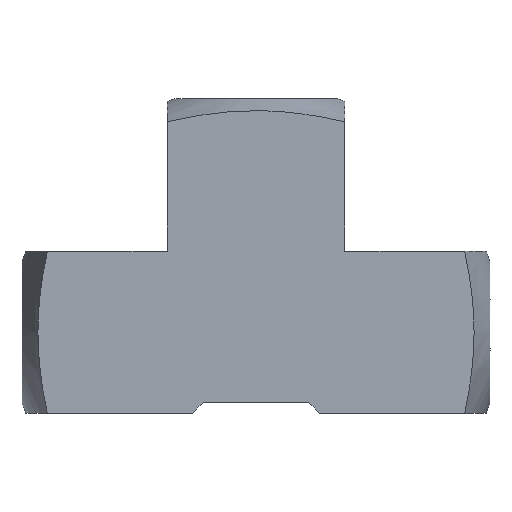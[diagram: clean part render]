
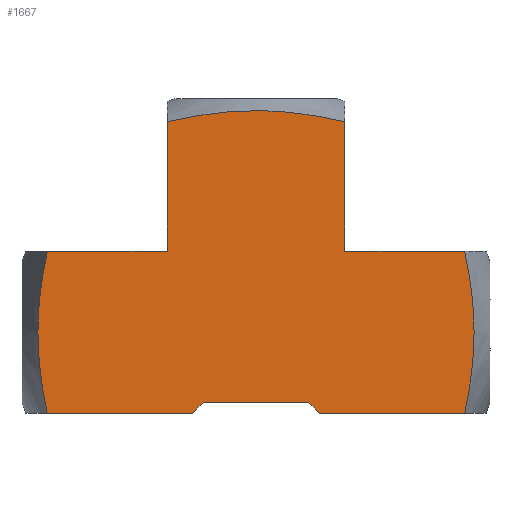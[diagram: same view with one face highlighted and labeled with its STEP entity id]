
A CAD part, front view. The second image highlights one B-rep face of the part: STEP entity #1667.
In plain terms, the highlighted face is planar.
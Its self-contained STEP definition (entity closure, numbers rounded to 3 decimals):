
#75=PLANE('',#1786);
#162=FACE_OUTER_BOUND('',#256,.T.);
#256=EDGE_LOOP('',(#1515,#1516,#1517,#1518,#1519,#1520,#1521,#1522,#1523,
#1524,#1525,#1526,#1527,#1528));
#377=(
BOUNDED_CURVE()
B_SPLINE_CURVE(2,(#5297,#5298,#5299,#5300),.UNSPECIFIED.,.F.,.F.)
B_SPLINE_CURVE_WITH_KNOTS((3,1,3),(9649.373,15592.337,19745.587),
 .UNSPECIFIED.)
CURVE()
GEOMETRIC_REPRESENTATION_ITEM()
RATIONAL_B_SPLINE_CURVE((676.192,782.506,750.49,
676.192))
REPRESENTATION_ITEM('')
);
#379=(
BOUNDED_CURVE()
B_SPLINE_CURVE(2,(#5314,#5315,#5316),.UNSPECIFIED.,.F.,.F.)
B_SPLINE_CURVE_WITH_KNOTS((3,3),(161.2,241.454),
 .UNSPECIFIED.)
CURVE()
GEOMETRIC_REPRESENTATION_ITEM()
RATIONAL_B_SPLINE_CURVE((11.807,13.149,13.149))
REPRESENTATION_ITEM('')
);
#383=(
BOUNDED_CURVE()
B_SPLINE_CURVE(2,(#5335,#5336,#5337,#5338),.UNSPECIFIED.,.F.,.F.)
B_SPLINE_CURVE_WITH_KNOTS((3,1,3),(241.454,306.036,321.709),
 .UNSPECIFIED.)
CURVE()
GEOMETRIC_REPRESENTATION_ITEM()
RATIONAL_B_SPLINE_CURVE((13.149,13.149,12.069,
11.807))
REPRESENTATION_ITEM('')
);
#399=(
BOUNDED_CURVE()
B_SPLINE_CURVE(2,(#7498,#7499,#7500,#7501),.UNSPECIFIED.,.F.,.F.)
B_SPLINE_CURVE_WITH_KNOTS((3,1,3),(241.454,306.036,321.709),
 .UNSPECIFIED.)
CURVE()
GEOMETRIC_REPRESENTATION_ITEM()
RATIONAL_B_SPLINE_CURVE((13.149,13.149,12.069,
11.807))
REPRESENTATION_ITEM('')
);
#400=(
BOUNDED_CURVE()
B_SPLINE_CURVE(2,(#7506,#7507,#7508),.UNSPECIFIED.,.F.,.F.)
B_SPLINE_CURVE_WITH_KNOTS((3,3),(161.2,241.454),
 .UNSPECIFIED.)
CURVE()
GEOMETRIC_REPRESENTATION_ITEM()
RATIONAL_B_SPLINE_CURVE((11.807,13.149,13.149))
REPRESENTATION_ITEM('')
);
#445=LINE('',#2946,#528);
#449=LINE('',#2954,#532);
#452=LINE('',#2960,#535);
#454=LINE('',#2971,#537);
#473=LINE('',#3339,#556);
#476=LINE('',#5303,#559);
#483=LINE('',#5542,#566);
#486=LINE('',#7482,#569);
#499=LINE('',#7765,#582);
#528=VECTOR('',#1888,1000.);
#532=VECTOR('',#1894,1000.);
#535=VECTOR('',#1899,1000.);
#537=VECTOR('',#1903,1.);
#556=VECTOR('',#1970,1.);
#559=VECTOR('',#1991,1000.);
#566=VECTOR('',#2024,1000.);
#569=VECTOR('',#2043,1000.);
#582=VECTOR('',#2092,1000.);
#661=VERTEX_POINT('',#2943);
#662=VERTEX_POINT('',#2945);
#665=VERTEX_POINT('',#2952);
#667=VERTEX_POINT('',#2958);
#668=VERTEX_POINT('',#2963);
#670=VERTEX_POINT('',#2970);
#709=VERTEX_POINT('',#3336);
#710=VERTEX_POINT('',#3338);
#713=VERTEX_POINT('',#5302);
#715=VERTEX_POINT('',#5312);
#716=VERTEX_POINT('',#5313);
#734=VERTEX_POINT('',#7476);
#736=VERTEX_POINT('',#7491);
#737=VERTEX_POINT('',#7497);
#851=EDGE_CURVE('',#661,#662,#445,.T.);
#855=EDGE_CURVE('',#665,#661,#449,.T.);
#858=EDGE_CURVE('',#667,#665,#452,.T.);
#861=EDGE_CURVE('',#670,#668,#454,.T.);
#913=EDGE_CURVE('',#710,#709,#473,.T.);
#927=EDGE_CURVE('',#710,#668,#377,.T.);
#928=EDGE_CURVE('',#662,#713,#476,.T.);
#931=EDGE_CURVE('',#715,#716,#379,.F.);
#938=EDGE_CURVE('',#713,#715,#383,.F.);
#958=EDGE_CURVE('',#709,#716,#483,.T.);
#969=EDGE_CURVE('',#734,#667,#486,.T.);
#973=EDGE_CURVE('',#736,#737,#399,.F.);
#977=EDGE_CURVE('',#737,#734,#400,.F.);
#1008=EDGE_CURVE('',#736,#670,#499,.T.);
#1515=ORIENTED_EDGE('',*,*,#969,.F.);
#1516=ORIENTED_EDGE('',*,*,#977,.F.);
#1517=ORIENTED_EDGE('',*,*,#973,.F.);
#1518=ORIENTED_EDGE('',*,*,#1008,.T.);
#1519=ORIENTED_EDGE('',*,*,#861,.T.);
#1520=ORIENTED_EDGE('',*,*,#927,.F.);
#1521=ORIENTED_EDGE('',*,*,#913,.T.);
#1522=ORIENTED_EDGE('',*,*,#958,.T.);
#1523=ORIENTED_EDGE('',*,*,#931,.F.);
#1524=ORIENTED_EDGE('',*,*,#938,.F.);
#1525=ORIENTED_EDGE('',*,*,#928,.F.);
#1526=ORIENTED_EDGE('',*,*,#851,.F.);
#1527=ORIENTED_EDGE('',*,*,#855,.F.);
#1528=ORIENTED_EDGE('',*,*,#858,.F.);
#1667=ADVANCED_FACE('',(#162),#75,.F.);
#1786=AXIS2_PLACEMENT_3D('',#9693,#2105,#2106);
#1888=DIRECTION('',(0.,-0.707,-0.707));
#1894=DIRECTION('',(0.,0.,-1.));
#1899=DIRECTION('',(0.,0.707,-0.707));
#1903=DIRECTION('',(0.,1.,0.));
#1970=DIRECTION('',(0.,-1.,0.));
#1991=DIRECTION('',(0.,0.,-1.));
#2024=DIRECTION('',(0.,0.,-1.));
#2043=DIRECTION('',(0.,0.,-1.));
#2092=DIRECTION('',(0.,0.,-1.));
#2105=DIRECTION('center_axis',(1.,0.,0.));
#2106=DIRECTION('ref_axis',(0.,1.,0.));
#2943=CARTESIAN_POINT('',(5042.4,-4999.14,-5017.229));
#2945=CARTESIAN_POINT('',(5042.4,-5000.,-5018.089));
#2946=CARTESIAN_POINT('',(5042.4,-4999.14,-5017.229));
#2952=CARTESIAN_POINT('',(5042.4,-4999.14,-5008.895));
#2954=CARTESIAN_POINT('',(5042.4,-4999.14,-5017.229));
#2958=CARTESIAN_POINT('',(5042.4,-5000.,-5008.035));
#2960=CARTESIAN_POINT('',(5042.4,-4999.14,-5008.895));
#2963=CARTESIAN_POINT('',(5042.4,-4976.939,-5006.046));
#2970=CARTESIAN_POINT('',(5042.4,-4987.168,-5006.046));
#2971=CARTESIAN_POINT('',(5042.4,-4986.294,-5006.046));
#3336=CARTESIAN_POINT('',(5042.4,-4987.168,-5020.078));
#3338=CARTESIAN_POINT('',(5042.4,-4976.939,-5020.078));
#3339=CARTESIAN_POINT('',(5042.4,-4990.059,-5020.078));
#5297=CARTESIAN_POINT('Ctrl Pts',(5042.4,-4976.939,-5020.078));
#5298=CARTESIAN_POINT('Ctrl Pts',(5042.4,-4975.928,-5015.556));
#5299=CARTESIAN_POINT('Ctrl Pts',(5042.4,-4976.203,-5009.341));
#5300=CARTESIAN_POINT('Ctrl Pts',(5042.4,-4976.939,-5006.046));
#5302=CARTESIAN_POINT('',(5042.4,-5000.,-5029.558));
#5303=CARTESIAN_POINT('',(5042.4,-5000.,-5002.861));
#5312=CARTESIAN_POINT('',(5042.4,-4993.584,-5030.304));
#5313=CARTESIAN_POINT('',(5042.4,-4987.168,-5029.558));
#5314=CARTESIAN_POINT('Ctrl Pts',(5042.4,-4987.168,-5029.558));
#5315=CARTESIAN_POINT('Ctrl Pts',(5042.4,-4990.704,-5030.304));
#5316=CARTESIAN_POINT('Ctrl Pts',(5042.4,-4993.584,-5030.304));
#5335=CARTESIAN_POINT('Ctrl Pts',(5042.4,-4993.584,-5030.304));
#5336=CARTESIAN_POINT('Ctrl Pts',(5042.4,-4995.902,-5030.304));
#5337=CARTESIAN_POINT('Ctrl Pts',(5042.4,-4999.248,-5029.716));
#5338=CARTESIAN_POINT('Ctrl Pts',(5042.4,-5000.,-5029.558));
#5542=CARTESIAN_POINT('',(5042.4,-4987.168,-5002.861));
#7476=CARTESIAN_POINT('',(5042.4,-5000.,-4996.566));
#7482=CARTESIAN_POINT('',(5042.4,-5000.,-4998.661));
#7491=CARTESIAN_POINT('',(5042.4,-4987.168,-4996.566));
#7497=CARTESIAN_POINT('',(5042.4,-4993.584,-4995.82));
#7498=CARTESIAN_POINT('Ctrl Pts',(5042.4,-4993.584,-4995.82));
#7499=CARTESIAN_POINT('Ctrl Pts',(5042.4,-4991.266,-4995.82));
#7500=CARTESIAN_POINT('Ctrl Pts',(5042.4,-4987.921,-4996.407));
#7501=CARTESIAN_POINT('Ctrl Pts',(5042.4,-4987.168,-4996.566));
#7506=CARTESIAN_POINT('Ctrl Pts',(5042.4,-5000.,-4996.566));
#7507=CARTESIAN_POINT('Ctrl Pts',(5042.4,-4996.465,-4995.82));
#7508=CARTESIAN_POINT('Ctrl Pts',(5042.4,-4993.584,-4995.82));
#7765=CARTESIAN_POINT('',(5042.4,-4987.168,-4994.561));
#9693=CARTESIAN_POINT('Origin',(5042.4,-4979.368,-4998.661));
